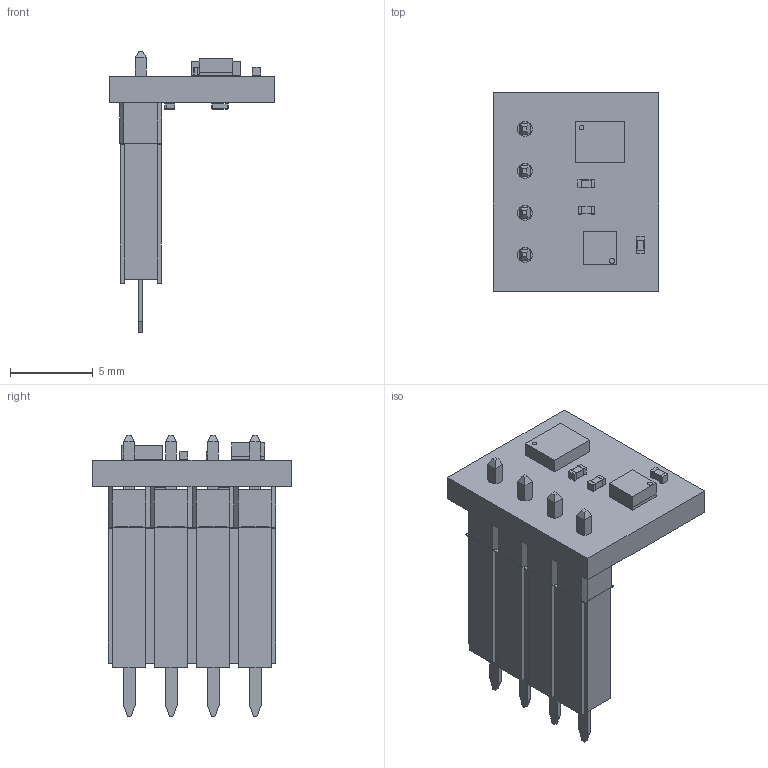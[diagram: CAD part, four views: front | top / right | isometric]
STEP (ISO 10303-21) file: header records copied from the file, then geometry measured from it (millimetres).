
FILE_DESCRIPTION(/* description */ ('KiCad electronic assembly'),/* implementation_level */ '2;1');
FILE_NAME(/* name */ 'IMU_Guanran_RA_doubleHeaders.step',/* time_stamp */ '2024-11-18T15:44:02+01:00',/* author */ (''),/* organization */ (''),/* preprocessor_version */ 'ST-DEVELOPER v20',/* originating_system */ 'Autodesk Translation Framework v13.20.0.188',/* authorisation */ '');
FILE_SCHEMA (('AUTOMOTIVE_DESIGN { 1 0 10303 214 3 1 1 }'));
Length unit declared in the file: millimetre
Products named in the file (13): IMU_Guanran 1; LSM6DSOXTR; COMPOUND; LIS3MDLTR; COMPOUND_1; C_0402_1005Metric; SOLID; R_0402_1005Metric; SOLID_1; IMU_Guanran PCB; ZL201-40_P2-54_L101_W2-54_H8-9; 4-Pin Header - Male - 2.54mm; FHUシリーズ
Assembly tree (17 placements, depth 3):
  IMU_Guanran 1
    C_0402_1005Metric  x3
      SOLID
    LSM6DSOXTR
      COMPOUND
    LIS3MDLTR
      COMPOUND_1
    R_0402_1005Metric  x4
      SOLID_1
    IMU_Guanran PCB
    ZL201-40_P2-54_L101_W2-54_H8-9
      4-Pin Header - Male - 2.54mm
    FHUシリーズ
Bounding box: 10 x 12 x 17.04 mm (x, y, z)
Volume: 446.8 mm3; surface area: 1040.1 mm2
Topology: 45 solids, 45 shells, 782 faces, 1842 edges, 1196 vertices
Faces by surface type: plane 706, cylinder 76
Full cylindrical faces by diameter (mm): 0.283 x2, 0.32 x2, 0.9 x4
Entity records: 18439 total; most frequent: CARTESIAN_POINT 3140, ORIENTED_EDGE 2988, DIRECTION 2906, EDGE_CURVE 1494, LINE 1438, VECTOR 1438, VERTEX_POINT 968, AXIS2_PLACEMENT_3D 734
